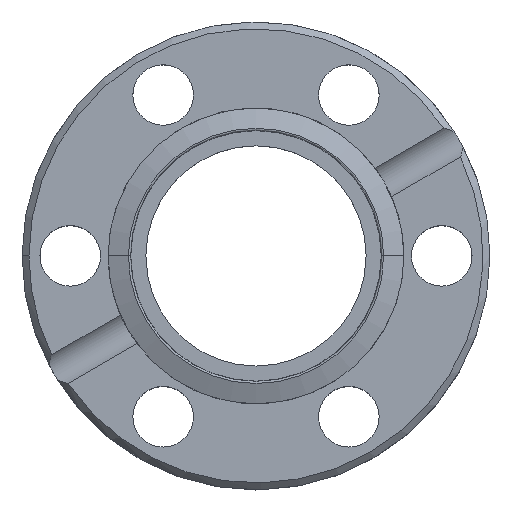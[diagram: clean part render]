
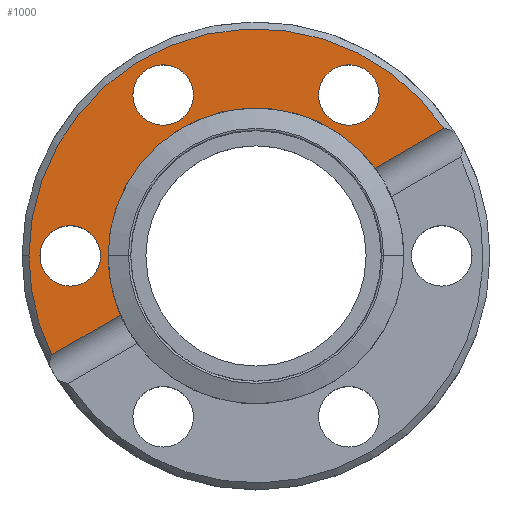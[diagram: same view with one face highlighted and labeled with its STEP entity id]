
A CAD part, top view. The second image highlights one B-rep face of the part: STEP entity #1000.
In plain terms, the highlighted planar face has unit normal (0, 0, 1).
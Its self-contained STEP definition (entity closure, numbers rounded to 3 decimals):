
#4 = ORIENTED_EDGE ( 'NONE', *, *, #1059, .T. ) ;
#11 = CARTESIAN_POINT ( 'NONE',  ( -13.5, 0., 0. ) ) ;
#14 = DIRECTION ( 'NONE',  ( 0., 0., 1. ) ) ;
#19 = FACE_OUTER_BOUND ( 'NONE', #1359, .T. ) ;
#40 = CARTESIAN_POINT ( 'NONE',  ( 0., 0., 0. ) ) ;
#61 = VERTEX_POINT ( 'NONE', #232 ) ;
#67 = ORIENTED_EDGE ( 'NONE', *, *, #583, .F. ) ;
#68 = AXIS2_PLACEMENT_3D ( 'NONE', #226, #1006, #348 ) ;
#83 = AXIS2_PLACEMENT_3D ( 'NONE', #1018, #361, #1121 ) ;
#87 = CIRCLE ( 'NONE', #1058, 16.5 ) ;
#90 = CARTESIAN_POINT ( 'NONE',  ( 8.652, 6.381, 0. ) ) ;
#99 = DIRECTION ( 'NONE',  ( 0.866, 0.5, 0. ) ) ;
#121 = DIRECTION ( 'NONE',  ( 1., 0., 0. ) ) ;
#151 = DIRECTION ( 'NONE',  ( 1., 0., 0. ) ) ;
#177 = CARTESIAN_POINT ( 'NONE',  ( -20.711, -10.572, 0. ) ) ;
#187 = AXIS2_PLACEMENT_3D ( 'NONE', #959, #295, #1074 ) ;
#191 = VERTEX_POINT ( 'NONE', #783 ) ;
#226 = CARTESIAN_POINT ( 'NONE',  ( -6.75, 11.691, 0. ) ) ;
#232 = CARTESIAN_POINT ( 'NONE',  ( -15.7, 0., 0. ) ) ;
#243 = DIRECTION ( 'NONE',  ( 1., 0., 0. ) ) ;
#260 = AXIS2_PLACEMENT_3D ( 'NONE', #617, #1382, #727 ) ;
#285 = CARTESIAN_POINT ( 'NONE',  ( -6.75, 11.691, 0. ) ) ;
#289 = LINE ( 'NONE', #177, #552 ) ;
#295 = DIRECTION ( 'NONE',  ( 0., 0., 1. ) ) ;
#298 = DIRECTION ( 'NONE',  ( 0., 0., 1. ) ) ;
#307 = ORIENTED_EDGE ( 'NONE', *, *, #518, .T. ) ;
#319 = FACE_BOUND ( 'NONE', #1406, .T. ) ;
#346 = CARTESIAN_POINT ( 'NONE',  ( 6.75, 11.691, 0. ) ) ;
#348 = DIRECTION ( 'NONE',  ( 1., 0., 0. ) ) ;
#361 = DIRECTION ( 'NONE',  ( 0., 0., 1. ) ) ;
#396 = EDGE_CURVE ( 'NONE', #638, #405, #1030, .T. ) ;
#398 = PLANE ( 'NONE',  #260 ) ;
#405 = VERTEX_POINT ( 'NONE', #1285 ) ;
#406 = CIRCLE ( 'NONE', #1174, 10.75 ) ;
#410 = DIRECTION ( 'NONE',  ( 1., 0., 0. ) ) ;
#427 = CARTESIAN_POINT ( 'NONE',  ( -14.852, -7.189, 0. ) ) ;
#449 = ORIENTED_EDGE ( 'NONE', *, *, #1118, .F. ) ;
#484 = AXIS2_PLACEMENT_3D ( 'NONE', #285, #1065, #410 ) ;
#494 = ORIENTED_EDGE ( 'NONE', *, *, #920, .F. ) ;
#498 = AXIS2_PLACEMENT_3D ( 'NONE', #1172, #527, #1287 ) ;
#518 = EDGE_CURVE ( 'NONE', #1196, #891, #885, .T. ) ;
#527 = DIRECTION ( 'NONE',  ( 0., 0., 1. ) ) ;
#540 = ORIENTED_EDGE ( 'NONE', *, *, #1409, .T. ) ;
#552 = VECTOR ( 'NONE', #953, 1000. ) ;
#564 = CARTESIAN_POINT ( 'NONE',  ( -16.5, 0., 0. ) ) ;
#566 = CIRCLE ( 'NONE', #68, 2.2 ) ;
#583 = EDGE_CURVE ( 'NONE', #405, #638, #566, .T. ) ;
#593 = AXIS2_PLACEMENT_3D ( 'NONE', #346, #912, #243 ) ;
#612 = CARTESIAN_POINT ( 'NONE',  ( 13.652, 9.267, 0. ) ) ;
#617 = CARTESIAN_POINT ( 'NONE',  ( 8., 0., 0. ) ) ;
#626 = FACE_BOUND ( 'NONE', #850, .T. ) ;
#630 = CARTESIAN_POINT ( 'NONE',  ( 8.95, 11.691, 0. ) ) ;
#638 = VERTEX_POINT ( 'NONE', #791 ) ;
#651 = CIRCLE ( 'NONE', #83, 16.5 ) ;
#655 = FACE_BOUND ( 'NONE', #1015, .T. ) ;
#667 = VECTOR ( 'NONE', #99, 1000. ) ;
#691 = CARTESIAN_POINT ( 'NONE',  ( 0., 0., 0. ) ) ;
#714 = AXIS2_PLACEMENT_3D ( 'NONE', #966, #298, #1076 ) ;
#727 = DIRECTION ( 'NONE',  ( -1., 0., 0. ) ) ;
#765 = CARTESIAN_POINT ( 'NONE',  ( -20.711, -10.572, 0. ) ) ;
#768 = ORIENTED_EDGE ( 'NONE', *, *, #1374, .F. ) ;
#783 = CARTESIAN_POINT ( 'NONE',  ( -11.3, 0., 0. ) ) ;
#790 = DIRECTION ( 'NONE',  ( 0., 0., 1. ) ) ;
#791 = CARTESIAN_POINT ( 'NONE',  ( -4.55, 11.691, 0. ) ) ;
#793 = DIRECTION ( 'NONE',  ( 1., 0., 0. ) ) ;
#816 = DIRECTION ( 'NONE',  ( 0., 0., 1. ) ) ;
#830 = EDGE_CURVE ( 'NONE', #1085, #999, #907, .T. ) ;
#850 = EDGE_LOOP ( 'NONE', ( #922, #1178 ) ) ;
#868 = CIRCLE ( 'NONE', #498, 2.2 ) ;
#885 = LINE ( 'NONE', #765, #667 ) ;
#891 = VERTEX_POINT ( 'NONE', #1246 ) ;
#899 = AXIS2_PLACEMENT_3D ( 'NONE', #11, #790, #121 ) ;
#907 = CIRCLE ( 'NONE', #593, 2.2 ) ;
#912 = DIRECTION ( 'NONE',  ( 0., 0., 1. ) ) ;
#920 = EDGE_CURVE ( 'NONE', #1321, #891, #406, .T. ) ;
#922 = ORIENTED_EDGE ( 'NONE', *, *, #830, .F. ) ;
#953 = DIRECTION ( 'NONE',  ( 0.866, 0.5, 0. ) ) ;
#959 = CARTESIAN_POINT ( 'NONE',  ( 0., 0., 0. ) ) ;
#965 = VERTEX_POINT ( 'NONE', #612 ) ;
#966 = CARTESIAN_POINT ( 'NONE',  ( -13.5, 0., 0. ) ) ;
#999 = VERTEX_POINT ( 'NONE', #1267 ) ;
#1000 = ADVANCED_FACE ( 'NONE', ( #319, #655, #626, #19 ), #398, .F. ) ;
#1006 = DIRECTION ( 'NONE',  ( 0., 0., 1. ) ) ;
#1015 = EDGE_LOOP ( 'NONE', ( #1248, #67 ) ) ;
#1018 = CARTESIAN_POINT ( 'NONE',  ( 0., 0., 0. ) ) ;
#1030 = CIRCLE ( 'NONE', #484, 2.2 ) ;
#1058 = AXIS2_PLACEMENT_3D ( 'NONE', #691, #14, #793 ) ;
#1059 = EDGE_CURVE ( 'NONE', #1249, #965, #289, .T. ) ;
#1065 = DIRECTION ( 'NONE',  ( 0., 0., 1. ) ) ;
#1074 = DIRECTION ( 'NONE',  ( 1., 0., 0. ) ) ;
#1075 = EDGE_CURVE ( 'NONE', #999, #1085, #868, .T. ) ;
#1076 = DIRECTION ( 'NONE',  ( 1., 0., 0. ) ) ;
#1085 = VERTEX_POINT ( 'NONE', #630 ) ;
#1091 = EDGE_CURVE ( 'NONE', #1249, #1321, #1094, .T. ) ;
#1094 = CIRCLE ( 'NONE', #187, 10.75 ) ;
#1118 = EDGE_CURVE ( 'NONE', #61, #191, #1325, .T. ) ;
#1121 = DIRECTION ( 'NONE',  ( 1., 0., 0. ) ) ;
#1131 = ORIENTED_EDGE ( 'NONE', *, *, #1091, .F. ) ;
#1172 = CARTESIAN_POINT ( 'NONE',  ( 6.75, 11.691, 0. ) ) ;
#1174 = AXIS2_PLACEMENT_3D ( 'NONE', #40, #816, #151 ) ;
#1178 = ORIENTED_EDGE ( 'NONE', *, *, #1075, .F. ) ;
#1196 = VERTEX_POINT ( 'NONE', #427 ) ;
#1232 = CIRCLE ( 'NONE', #899, 2.2 ) ;
#1246 = CARTESIAN_POINT ( 'NONE',  ( -9.852, -4.302, 0. ) ) ;
#1248 = ORIENTED_EDGE ( 'NONE', *, *, #396, .F. ) ;
#1249 = VERTEX_POINT ( 'NONE', #90 ) ;
#1267 = CARTESIAN_POINT ( 'NONE',  ( 4.55, 11.691, 0. ) ) ;
#1285 = CARTESIAN_POINT ( 'NONE',  ( -8.95, 11.691, 0. ) ) ;
#1287 = DIRECTION ( 'NONE',  ( 1., 0., 0. ) ) ;
#1310 = ORIENTED_EDGE ( 'NONE', *, *, #1397, .T. ) ;
#1321 = VERTEX_POINT ( 'NONE', #1422 ) ;
#1325 = CIRCLE ( 'NONE', #714, 2.2 ) ;
#1348 = VERTEX_POINT ( 'NONE', #564 ) ;
#1359 = EDGE_LOOP ( 'NONE', ( #540, #1310, #307, #494, #1131, #4 ) ) ;
#1374 = EDGE_CURVE ( 'NONE', #191, #61, #1232, .T. ) ;
#1382 = DIRECTION ( 'NONE',  ( 0., 0., -1. ) ) ;
#1397 = EDGE_CURVE ( 'NONE', #1348, #1196, #87, .T. ) ;
#1406 = EDGE_LOOP ( 'NONE', ( #768, #449 ) ) ;
#1409 = EDGE_CURVE ( 'NONE', #965, #1348, #651, .T. ) ;
#1422 = CARTESIAN_POINT ( 'NONE',  ( -10.75, 0., 0. ) ) ;
